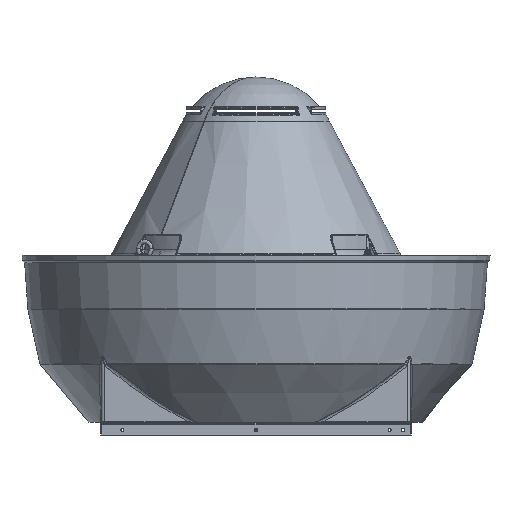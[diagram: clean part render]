
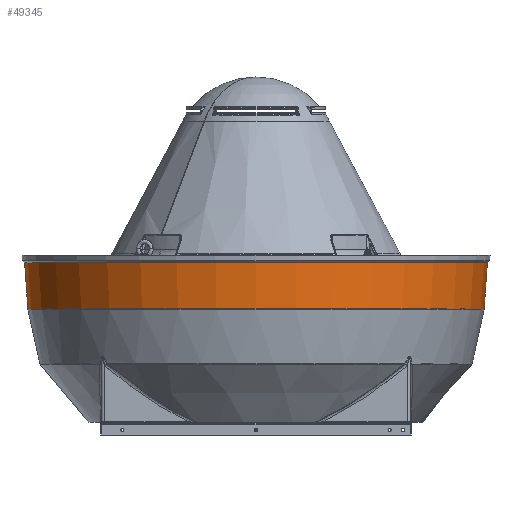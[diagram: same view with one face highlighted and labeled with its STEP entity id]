
A CAD part, front view. The second image highlights one B-rep face of the part: STEP entity #49345.
In plain terms, the highlighted conical face has half-angle 4 degrees and reference radius 682.5 mm.
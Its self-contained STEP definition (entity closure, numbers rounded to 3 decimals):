
#1727 = ORIENTED_EDGE ( 'NONE', *, *, #44055, .T. ) ;
#2007 = VERTEX_POINT ( 'NONE', #42759 ) ;
#2195 = CONICAL_SURFACE ( 'NONE', #10130, 682.5, 0.07 ) ;
#5407 = DIRECTION ( 'NONE',  ( -0.07, 0.998, 0. ) ) ;
#9993 = VECTOR ( 'NONE', #16162, 1000. ) ;
#10052 = CARTESIAN_POINT ( 'NONE',  ( 692.188, 477.18, 0. ) ) ;
#10130 = AXIS2_PLACEMENT_3D ( 'NONE', #28009, #33930, #27795 ) ;
#11592 = CIRCLE ( 'NONE', #56798, 692.188 ) ;
#16162 = DIRECTION ( 'NONE',  ( 0.07, 0.998, 0. ) ) ;
#18608 = DIRECTION ( 'NONE',  ( 1., 0., 0. ) ) ;
#19919 = VERTEX_POINT ( 'NONE', #20105 ) ;
#20105 = CARTESIAN_POINT ( 'NONE',  ( 682.5, 338.637, 0. ) ) ;
#20211 = FACE_OUTER_BOUND ( 'NONE', #65395, .T. ) ;
#21448 = CIRCLE ( 'NONE', #59812, 682.5 ) ;
#23400 = CARTESIAN_POINT ( 'NONE',  ( 0., 338.637, 0. ) ) ;
#23926 = LINE ( 'NONE', #47699, #9993 ) ;
#24788 = ORIENTED_EDGE ( 'NONE', *, *, #31087, .T. ) ;
#25872 = LINE ( 'NONE', #61640, #29925 ) ;
#26828 = CARTESIAN_POINT ( 'NONE',  ( 0., 477.18, 0. ) ) ;
#27795 = DIRECTION ( 'NONE',  ( -1., 0., 0. ) ) ;
#28009 = CARTESIAN_POINT ( 'NONE',  ( 0., 338.637, 0. ) ) ;
#28432 = VERTEX_POINT ( 'NONE', #62364 ) ;
#29368 = EDGE_CURVE ( 'NONE', #19919, #2007, #21448, .T. ) ;
#29925 = VECTOR ( 'NONE', #5407, 1000. ) ;
#31087 = EDGE_CURVE ( 'NONE', #31536, #28432, #11592, .T. ) ;
#31536 = VERTEX_POINT ( 'NONE', #10052 ) ;
#32070 = DIRECTION ( 'NONE',  ( 1., 0., 0. ) ) ;
#33930 = DIRECTION ( 'NONE',  ( 0., 1., 0. ) ) ;
#36662 = DIRECTION ( 'NONE',  ( 0., -1., 0. ) ) ;
#42759 = CARTESIAN_POINT ( 'NONE',  ( -682.5, 338.637, 0. ) ) ;
#44055 = EDGE_CURVE ( 'NONE', #19919, #31536, #23926, .T. ) ;
#44877 = DIRECTION ( 'NONE',  ( 0., -1., 0. ) ) ;
#47699 = CARTESIAN_POINT ( 'NONE',  ( 682.5, 338.637, 0. ) ) ;
#49345 = ADVANCED_FACE ( 'NONE', ( #20211 ), #2195, .T. ) ;
#56798 = AXIS2_PLACEMENT_3D ( 'NONE', #26828, #36662, #32070 ) ;
#57046 = ORIENTED_EDGE ( 'NONE', *, *, #61198, .F. ) ;
#59812 = AXIS2_PLACEMENT_3D ( 'NONE', #23400, #44877, #18608 ) ;
#61198 = EDGE_CURVE ( 'NONE', #2007, #28432, #25872, .T. ) ;
#61640 = CARTESIAN_POINT ( 'NONE',  ( -682.5, 338.637, 0. ) ) ;
#62364 = CARTESIAN_POINT ( 'NONE',  ( -692.188, 477.18, 0. ) ) ;
#62735 = ORIENTED_EDGE ( 'NONE', *, *, #29368, .F. ) ;
#65395 = EDGE_LOOP ( 'NONE', ( #62735, #1727, #24788, #57046 ) ) ;
